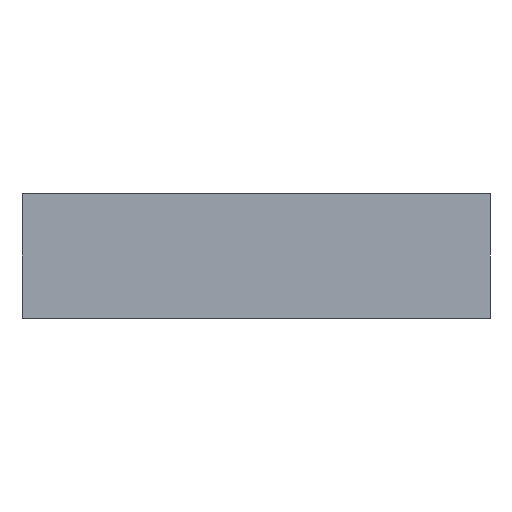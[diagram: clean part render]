
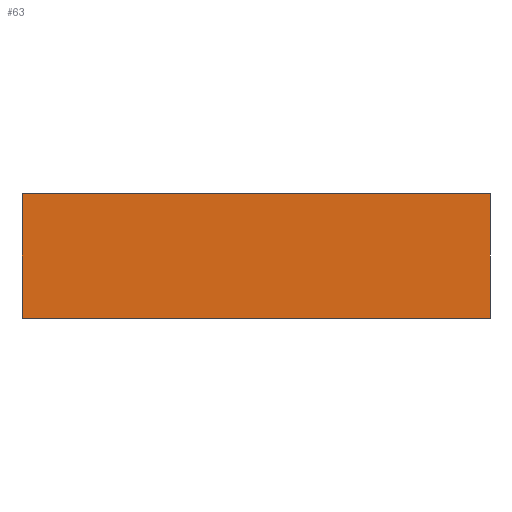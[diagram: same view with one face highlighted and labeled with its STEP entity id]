
A CAD part, left-side view. The second image highlights one B-rep face of the part: STEP entity #63.
In plain terms, the highlighted planar face has unit normal (-1, 0, 0).
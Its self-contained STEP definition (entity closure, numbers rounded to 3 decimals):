
#50 = DIRECTION ( 'NONE',  ( 1., 0., 0. ) ) ;
#63 = ADVANCED_FACE ( 'NONE', ( #313 ), #178, .F. ) ;
#71 = CARTESIAN_POINT ( 'NONE',  ( -925., -15., -4. ) ) ;
#108 = DIRECTION ( 'NONE',  ( 0., 0., -1. ) ) ;
#123 = ORIENTED_EDGE ( 'NONE', *, *, #175, .T. ) ;
#133 = LINE ( 'NONE', #652, #226 ) ;
#140 = EDGE_CURVE ( 'NONE', #352, #444, #233, .T. ) ;
#167 = DIRECTION ( 'NONE',  ( 0., -1., 0. ) ) ;
#175 = EDGE_CURVE ( 'NONE', #444, #474, #133, .T. ) ;
#178 = PLANE ( 'NONE',  #277 ) ;
#224 = CARTESIAN_POINT ( 'NONE',  ( -925., -15., 4. ) ) ;
#226 = VECTOR ( 'NONE', #357, 1000. ) ;
#233 = LINE ( 'NONE', #408, #607 ) ;
#237 = EDGE_CURVE ( 'NONE', #290, #474, #476, .T. ) ;
#256 = CARTESIAN_POINT ( 'NONE',  ( -925., -15., 4. ) ) ;
#277 = AXIS2_PLACEMENT_3D ( 'NONE', #283, #50, #108 ) ;
#283 = CARTESIAN_POINT ( 'NONE',  ( -925., -15., 4. ) ) ;
#290 = VERTEX_POINT ( 'NONE', #314 ) ;
#313 = FACE_OUTER_BOUND ( 'NONE', #580, .T. ) ;
#314 = CARTESIAN_POINT ( 'NONE',  ( -925., -15., 4. ) ) ;
#345 = VECTOR ( 'NONE', #167, 1000. ) ;
#352 = VERTEX_POINT ( 'NONE', #490 ) ;
#357 = DIRECTION ( 'NONE',  ( 0., -1., 0. ) ) ;
#365 = DIRECTION ( 'NONE',  ( 0., 0., -1. ) ) ;
#401 = LINE ( 'NONE', #224, #345 ) ;
#408 = CARTESIAN_POINT ( 'NONE',  ( -925., 15., 4. ) ) ;
#423 = DIRECTION ( 'NONE',  ( 0., 0., -1. ) ) ;
#444 = VERTEX_POINT ( 'NONE', #579 ) ;
#454 = EDGE_CURVE ( 'NONE', #352, #290, #401, .T. ) ;
#474 = VERTEX_POINT ( 'NONE', #71 ) ;
#476 = LINE ( 'NONE', #256, #665 ) ;
#490 = CARTESIAN_POINT ( 'NONE',  ( -925., 15., 4. ) ) ;
#539 = ORIENTED_EDGE ( 'NONE', *, *, #140, .T. ) ;
#579 = CARTESIAN_POINT ( 'NONE',  ( -925., 15., -4. ) ) ;
#580 = EDGE_LOOP ( 'NONE', ( #123, #653, #619, #539 ) ) ;
#607 = VECTOR ( 'NONE', #423, 1000. ) ;
#619 = ORIENTED_EDGE ( 'NONE', *, *, #454, .F. ) ;
#652 = CARTESIAN_POINT ( 'NONE',  ( -925., -15., -4. ) ) ;
#653 = ORIENTED_EDGE ( 'NONE', *, *, #237, .F. ) ;
#665 = VECTOR ( 'NONE', #365, 1000. ) ;
